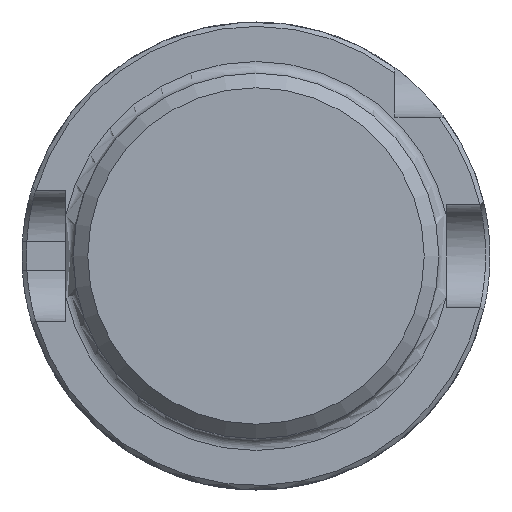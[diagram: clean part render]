
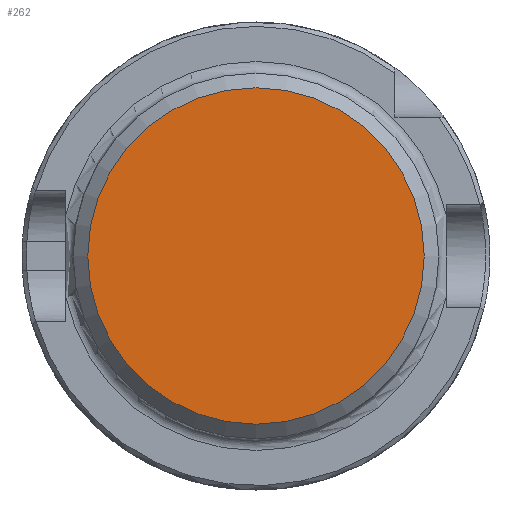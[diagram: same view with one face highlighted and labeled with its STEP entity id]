
A CAD part, left-side view. The second image highlights one B-rep face of the part: STEP entity #262.
In plain terms, the highlighted planar face has unit normal (-1, 0, 0).
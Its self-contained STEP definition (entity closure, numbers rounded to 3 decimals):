
#262=ADVANCED_FACE('',(#365),#300,.F.);
#300=PLANE('',#1511);
#365=FACE_OUTER_BOUND('',#452,.T.);
#452=EDGE_LOOP('',(#901));
#510=CIRCLE('',#1506,11.5);
#901=ORIENTED_EDGE('',*,*,#1236,.T.);
#1039=VERTEX_POINT('',#2879);
#1236=EDGE_CURVE('',#1039,#1039,#510,.T.);
#1506=AXIS2_PLACEMENT_3D('',#2878,#1827,#1828);
#1511=AXIS2_PLACEMENT_3D('',#2885,#1837,#1838);
#1827=DIRECTION('',(-1.,0.,0.));
#1828=DIRECTION('',(0.,0.,-1.));
#1837=DIRECTION('',(1.,0.,0.));
#1838=DIRECTION('',(0.,0.,-1.));
#2878=CARTESIAN_POINT('',(0.,0.,0.));
#2879=CARTESIAN_POINT('',(0.,0.,-11.5));
#2885=CARTESIAN_POINT('',(0.,0.,0.));
